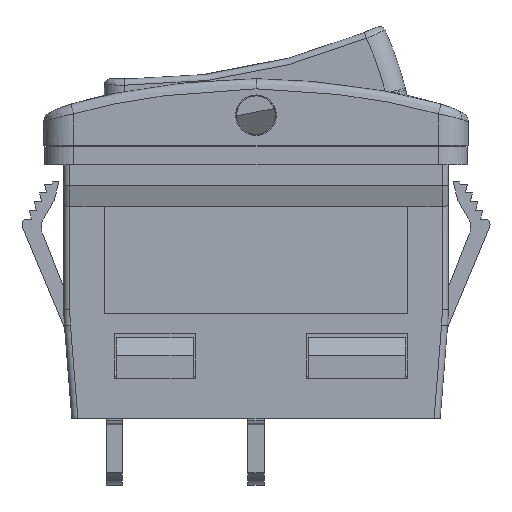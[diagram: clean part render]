
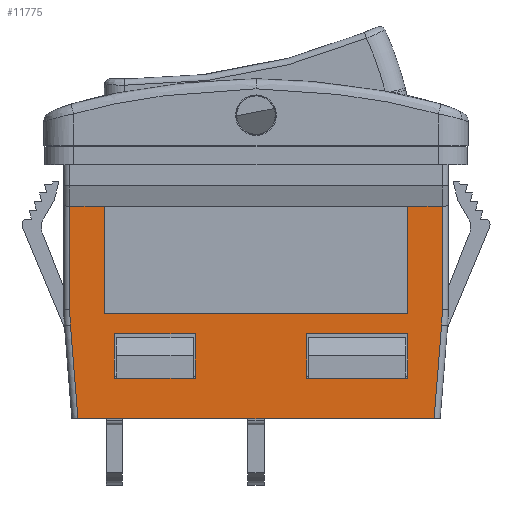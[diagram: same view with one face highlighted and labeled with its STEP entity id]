
A CAD part, front view. The second image highlights one B-rep face of the part: STEP entity #11775.
In plain terms, the highlighted planar face has unit normal (0, -1, 0).
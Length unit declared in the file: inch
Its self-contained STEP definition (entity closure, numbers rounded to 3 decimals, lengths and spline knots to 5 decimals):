
#221=FACE_BOUND('',#1527,.T.);
#222=FACE_BOUND('',#1528,.T.);
#357=PLANE('',#12575);
#864=FACE_OUTER_BOUND('',#1526,.T.);
#1526=EDGE_LOOP('',(#9000,#9001,#9002,#9003,#9004,#9005,#9006,#9007,#9008,
#9009,#9010,#9011));
#1527=EDGE_LOOP('',(#9012,#9013,#9014,#9015));
#1528=EDGE_LOOP('',(#9016,#9017,#9018,#9019));
#2222=CIRCLE('',#12572,0.38189);
#2225=CIRCLE('',#12576,0.38189);
#2807=LINE('',#20012,#4128);
#2808=LINE('',#20014,#4129);
#2809=LINE('',#20016,#4130);
#2810=LINE('',#20020,#4131);
#2811=LINE('',#20022,#4132);
#2812=LINE('',#20023,#4133);
#2813=LINE('',#20025,#4134);
#2814=LINE('',#20027,#4135);
#2815=LINE('',#20029,#4136);
#2816=LINE('',#20030,#4137);
#2817=LINE('',#20033,#4138);
#2818=LINE('',#20035,#4139);
#2819=LINE('',#20037,#4140);
#2820=LINE('',#20038,#4141);
#2821=LINE('',#20041,#4142);
#2822=LINE('',#20043,#4143);
#2823=LINE('',#20045,#4144);
#2824=LINE('',#20046,#4145);
#4128=VECTOR('',#14316,0.20866);
#4129=VECTOR('',#14317,0.06693);
#4130=VECTOR('',#14318,0.20081);
#4131=VECTOR('',#14321,0.1827);
#4132=VECTOR('',#14322,0.69284);
#4133=VECTOR('',#14323,0.1827);
#4134=VECTOR('',#14324,0.20081);
#4135=VECTOR('',#14325,0.06693);
#4136=VECTOR('',#14326,0.20866);
#4137=VECTOR('',#14327,0.59055);
#4138=VECTOR('',#14328,0.08661);
#4139=VECTOR('',#14329,0.15748);
#4140=VECTOR('',#14330,0.08661);
#4141=VECTOR('',#14331,0.15748);
#4142=VECTOR('',#14332,0.08661);
#4143=VECTOR('',#14333,0.19685);
#4144=VECTOR('',#14334,0.08661);
#4145=VECTOR('',#14335,0.19685);
#5462=VERTEX_POINT('',#20004);
#5463=VERTEX_POINT('',#20005);
#5464=VERTEX_POINT('',#20010);
#5465=VERTEX_POINT('',#20011);
#5466=VERTEX_POINT('',#20013);
#5467=VERTEX_POINT('',#20015);
#5468=VERTEX_POINT('',#20017);
#5469=VERTEX_POINT('',#20019);
#5470=VERTEX_POINT('',#20021);
#5471=VERTEX_POINT('',#20024);
#5472=VERTEX_POINT('',#20026);
#5473=VERTEX_POINT('',#20028);
#5474=VERTEX_POINT('',#20031);
#5475=VERTEX_POINT('',#20032);
#5476=VERTEX_POINT('',#20034);
#5477=VERTEX_POINT('',#20036);
#5478=VERTEX_POINT('',#20039);
#5479=VERTEX_POINT('',#20040);
#5480=VERTEX_POINT('',#20042);
#5481=VERTEX_POINT('',#20044);
#6795=EDGE_CURVE('',#5462,#5463,#2222,.T.);
#6798=EDGE_CURVE('',#5464,#5465,#2807,.T.);
#6799=EDGE_CURVE('',#5464,#5466,#2808,.T.);
#6800=EDGE_CURVE('',#5466,#5467,#2809,.T.);
#6801=EDGE_CURVE('',#5468,#5467,#2225,.T.);
#6802=EDGE_CURVE('',#5469,#5468,#2810,.T.);
#6803=EDGE_CURVE('',#5470,#5469,#2811,.T.);
#6804=EDGE_CURVE('',#5463,#5470,#2812,.T.);
#6805=EDGE_CURVE('',#5462,#5471,#2813,.T.);
#6806=EDGE_CURVE('',#5471,#5472,#2814,.T.);
#6807=EDGE_CURVE('',#5473,#5472,#2815,.T.);
#6808=EDGE_CURVE('',#5465,#5473,#2816,.T.);
#6809=EDGE_CURVE('',#5474,#5475,#2817,.T.);
#6810=EDGE_CURVE('',#5475,#5476,#2818,.T.);
#6811=EDGE_CURVE('',#5476,#5477,#2819,.T.);
#6812=EDGE_CURVE('',#5474,#5477,#2820,.T.);
#6813=EDGE_CURVE('',#5478,#5479,#2821,.T.);
#6814=EDGE_CURVE('',#5478,#5480,#2822,.T.);
#6815=EDGE_CURVE('',#5480,#5481,#2823,.T.);
#6816=EDGE_CURVE('',#5479,#5481,#2824,.T.);
#9000=ORIENTED_EDGE('',*,*,#6798,.F.);
#9001=ORIENTED_EDGE('',*,*,#6799,.T.);
#9002=ORIENTED_EDGE('',*,*,#6800,.T.);
#9003=ORIENTED_EDGE('',*,*,#6801,.F.);
#9004=ORIENTED_EDGE('',*,*,#6802,.F.);
#9005=ORIENTED_EDGE('',*,*,#6803,.F.);
#9006=ORIENTED_EDGE('',*,*,#6804,.F.);
#9007=ORIENTED_EDGE('',*,*,#6795,.F.);
#9008=ORIENTED_EDGE('',*,*,#6805,.T.);
#9009=ORIENTED_EDGE('',*,*,#6806,.T.);
#9010=ORIENTED_EDGE('',*,*,#6807,.F.);
#9011=ORIENTED_EDGE('',*,*,#6808,.F.);
#9012=ORIENTED_EDGE('',*,*,#6809,.T.);
#9013=ORIENTED_EDGE('',*,*,#6810,.T.);
#9014=ORIENTED_EDGE('',*,*,#6811,.T.);
#9015=ORIENTED_EDGE('',*,*,#6812,.F.);
#9016=ORIENTED_EDGE('',*,*,#6813,.F.);
#9017=ORIENTED_EDGE('',*,*,#6814,.T.);
#9018=ORIENTED_EDGE('',*,*,#6815,.T.);
#9019=ORIENTED_EDGE('',*,*,#6816,.F.);
#11775=ADVANCED_FACE('',(#864,#221,#222),#357,.T.);
#12572=AXIS2_PLACEMENT_3D('',#20006,#14308,#14309);
#12575=AXIS2_PLACEMENT_3D('',#20009,#14314,#14315);
#12576=AXIS2_PLACEMENT_3D('',#20018,#14319,#14320);
#14308=DIRECTION('center_axis',(0.,1.,0.));
#14309=DIRECTION('ref_axis',(1.,0.,0.));
#14314=DIRECTION('center_axis',(0.,-1.,0.));
#14315=DIRECTION('ref_axis',(1.,0.,0.));
#14316=DIRECTION('',(0.,0.,-1.));
#14317=DIRECTION('',(-1.,0.,0.));
#14318=DIRECTION('',(0.,0.,-1.));
#14319=DIRECTION('center_axis',(0.,1.,0.));
#14320=DIRECTION('ref_axis',(-0.997,0.,-0.08));
#14321=DIRECTION('',(-0.08,0.,0.997));
#14322=DIRECTION('',(-1.,0.,0.));
#14323=DIRECTION('',(-0.08,0.,-0.997));
#14324=DIRECTION('',(0.,0.,1.));
#14325=DIRECTION('',(-1.,0.,0.));
#14326=DIRECTION('',(0.,0.,1.));
#14327=DIRECTION('',(1.,0.,0.));
#14328=DIRECTION('',(0.,0.,-1.));
#14329=DIRECTION('',(-1.,0.,0.));
#14330=DIRECTION('',(0.,0.,1.));
#14331=DIRECTION('',(-1.,0.,0.));
#14332=DIRECTION('',(0.,0.,1.));
#14333=DIRECTION('',(-1.,0.,0.));
#14334=DIRECTION('',(0.,0.,1.));
#14335=DIRECTION('',(-1.,0.,0.));
#20004=CARTESIAN_POINT('',(0.3622,-0.24016,0.18108));
#20005=CARTESIAN_POINT('',(0.36099,-0.24016,0.15062));
#20006=CARTESIAN_POINT('Origin',(-0.01969,-0.24016,
0.18108));
#20009=CARTESIAN_POINT('Origin',(-0.33858,-0.24016,
0.55906));
#20010=CARTESIAN_POINT('',(-0.29528,-0.24016,0.38189));
#20011=CARTESIAN_POINT('',(-0.29528,-0.24016,0.17323));
#20012=CARTESIAN_POINT('',(-0.29528,-0.24016,0.38189));
#20013=CARTESIAN_POINT('',(-0.3622,-0.24016,0.38189));
#20014=CARTESIAN_POINT('',(-0.29528,-0.24016,0.38189));
#20015=CARTESIAN_POINT('',(-0.3622,-0.24016,0.18108));
#20016=CARTESIAN_POINT('',(-0.3622,-0.24016,0.38189));
#20017=CARTESIAN_POINT('',(-0.36099,-0.24016,0.15062));
#20018=CARTESIAN_POINT('Origin',(0.01969,-0.24016,
0.18108));
#20019=CARTESIAN_POINT('',(-0.34642,-0.24016,-0.0315));
#20020=CARTESIAN_POINT('',(-0.34642,-0.24016,-0.0315));
#20021=CARTESIAN_POINT('',(0.34642,-0.24016,-0.0315));
#20022=CARTESIAN_POINT('',(0.34642,-0.24016,-0.0315));
#20023=CARTESIAN_POINT('',(0.36099,-0.24016,0.15062));
#20024=CARTESIAN_POINT('',(0.3622,-0.24016,0.38189));
#20025=CARTESIAN_POINT('',(0.3622,-0.24016,0.18108));
#20026=CARTESIAN_POINT('',(0.29528,-0.24016,0.38189));
#20027=CARTESIAN_POINT('',(0.3622,-0.24016,0.38189));
#20028=CARTESIAN_POINT('',(0.29528,-0.24016,0.17323));
#20029=CARTESIAN_POINT('',(0.29528,-0.24016,0.17323));
#20030=CARTESIAN_POINT('',(-0.29528,-0.24016,0.17323));
#20031=CARTESIAN_POINT('',(-0.11811,-0.24016,0.13386));
#20032=CARTESIAN_POINT('',(-0.11811,-0.24016,0.04724));
#20033=CARTESIAN_POINT('',(-0.11811,-0.24016,0.13386));
#20034=CARTESIAN_POINT('',(-0.27559,-0.24016,0.04724));
#20035=CARTESIAN_POINT('',(-0.11811,-0.24016,0.04724));
#20036=CARTESIAN_POINT('',(-0.27559,-0.24016,0.13386));
#20037=CARTESIAN_POINT('',(-0.27559,-0.24016,0.04724));
#20038=CARTESIAN_POINT('',(-0.11811,-0.24016,0.13386));
#20039=CARTESIAN_POINT('',(0.29528,-0.24016,0.04724));
#20040=CARTESIAN_POINT('',(0.29528,-0.24016,0.13386));
#20041=CARTESIAN_POINT('',(0.29528,-0.24016,0.04724));
#20042=CARTESIAN_POINT('',(0.09843,-0.24016,0.04724));
#20043=CARTESIAN_POINT('',(0.29528,-0.24016,0.04724));
#20044=CARTESIAN_POINT('',(0.09843,-0.24016,0.13386));
#20045=CARTESIAN_POINT('',(0.09843,-0.24016,0.04724));
#20046=CARTESIAN_POINT('',(0.29528,-0.24016,0.13386));
